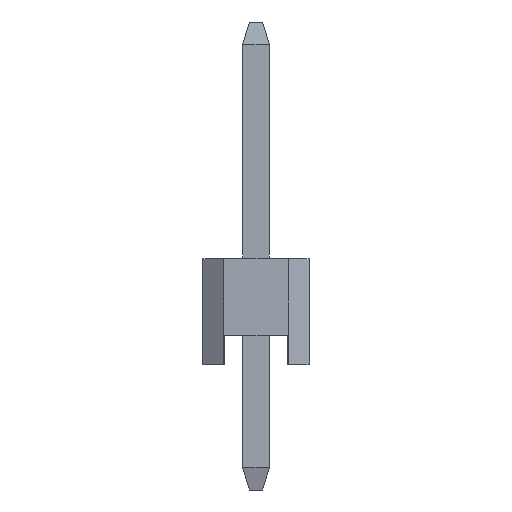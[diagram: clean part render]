
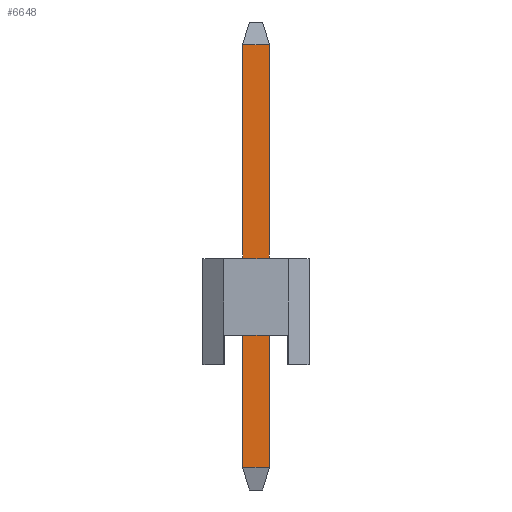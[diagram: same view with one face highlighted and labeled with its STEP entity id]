
A CAD part, left-side view. The second image highlights one B-rep face of the part: STEP entity #6648.
In plain terms, the highlighted planar face has unit normal (-1, 0, 0).
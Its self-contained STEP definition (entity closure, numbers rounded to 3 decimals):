
#6482 = VERTEX_POINT('',#6483);
#6483 = CARTESIAN_POINT('',(-0.32,0.32,-2.454));
#6534 = VERTEX_POINT('',#6535);
#6535 = CARTESIAN_POINT('',(-0.32,-0.32,-2.454));
#6556 = EDGE_CURVE('',#6534,#6482,#6557,.T.);
#6557 = LINE('',#6558,#6559);
#6558 = CARTESIAN_POINT('',(-0.32,-0.32,-2.454));
#6559 = VECTOR('',#6560,1.);
#6560 = DIRECTION('',(0.,1.,0.));
#6573 = EDGE_CURVE('',#6482,#6574,#6576,.T.);
#6574 = VERTEX_POINT('',#6575);
#6575 = CARTESIAN_POINT('',(-0.32,0.32,7.654));
#6576 = LINE('',#6577,#6578);
#6577 = CARTESIAN_POINT('',(-0.32,0.32,-2.454));
#6578 = VECTOR('',#6579,1.);
#6579 = DIRECTION('',(0.,0.,1.));
#6630 = VERTEX_POINT('',#6631);
#6631 = CARTESIAN_POINT('',(-0.32,-0.32,7.654));
#6637 = EDGE_CURVE('',#6534,#6630,#6638,.T.);
#6638 = LINE('',#6639,#6640);
#6639 = CARTESIAN_POINT('',(-0.32,-0.32,-2.454));
#6640 = VECTOR('',#6641,1.);
#6641 = DIRECTION('',(0.,0.,1.));
#6648 = ADVANCED_FACE('',(#6649),#6660,.T.);
#6649 = FACE_BOUND('',#6650,.T.);
#6650 = EDGE_LOOP('',(#6651,#6652,#6658,#6659));
#6651 = ORIENTED_EDGE('',*,*,#6637,.T.);
#6652 = ORIENTED_EDGE('',*,*,#6653,.T.);
#6653 = EDGE_CURVE('',#6630,#6574,#6654,.T.);
#6654 = LINE('',#6655,#6656);
#6655 = CARTESIAN_POINT('',(-0.32,-0.32,7.654));
#6656 = VECTOR('',#6657,1.);
#6657 = DIRECTION('',(0.,1.,0.));
#6658 = ORIENTED_EDGE('',*,*,#6573,.F.);
#6659 = ORIENTED_EDGE('',*,*,#6556,.F.);
#6660 = PLANE('',#6661);
#6661 = AXIS2_PLACEMENT_3D('',#6662,#6663,#6664);
#6662 = CARTESIAN_POINT('',(-0.32,-0.32,-2.454));
#6663 = DIRECTION('',(-1.,0.,0.));
#6664 = DIRECTION('',(0.,1.,0.));
